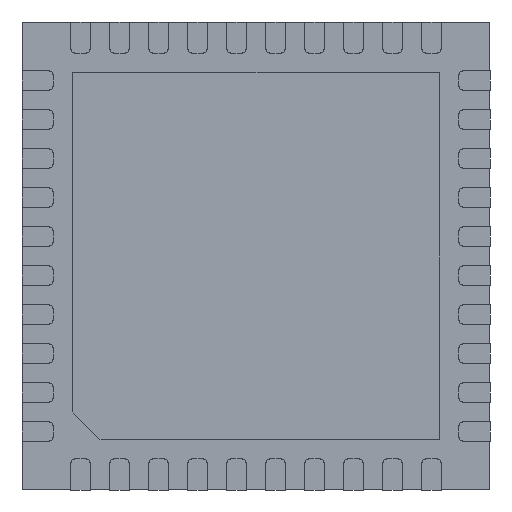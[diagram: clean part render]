
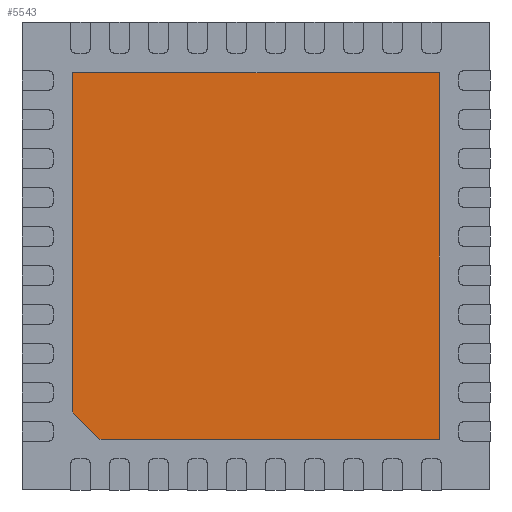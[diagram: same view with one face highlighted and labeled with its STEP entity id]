
A CAD part, front view. The second image highlights one B-rep face of the part: STEP entity #5543.
In plain terms, the highlighted planar face has unit normal (0, -1, 0).
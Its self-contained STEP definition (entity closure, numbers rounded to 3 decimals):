
#257 = CARTESIAN_POINT ( 'NONE',  ( -2.35, 0., 0. ) ) ;
#456 = FACE_OUTER_BOUND ( 'NONE', #8848, .T. ) ;
#811 = DIRECTION ( 'NONE',  ( 0., 0., 1. ) ) ;
#962 = DIRECTION ( 'NONE',  ( 0., 1., 0. ) ) ;
#1410 = CARTESIAN_POINT ( 'NONE',  ( -2.175, 0., -2.175 ) ) ;
#1453 = CARTESIAN_POINT ( 'NONE',  ( 2.35, 0., -2.35 ) ) ;
#1759 = CARTESIAN_POINT ( 'NONE',  ( 0., 0., 0. ) ) ;
#1900 = VECTOR ( 'NONE', #6490, 1000. ) ;
#2448 = ORIENTED_EDGE ( 'NONE', *, *, #7226, .F. ) ;
#2550 = LINE ( 'NONE', #5489, #9382 ) ;
#2707 = VECTOR ( 'NONE', #11017, 1000. ) ;
#2714 = DIRECTION ( 'NONE',  ( 0., 0., -1. ) ) ;
#2741 = LINE ( 'NONE', #257, #7779 ) ;
#2818 = VERTEX_POINT ( 'NONE', #11134 ) ;
#2906 = DIRECTION ( 'NONE',  ( 0., 0., 1. ) ) ;
#3517 = CARTESIAN_POINT ( 'NONE',  ( -2.35, 0., 2.35 ) ) ;
#3977 = ORIENTED_EDGE ( 'NONE', *, *, #11172, .T. ) ;
#4187 = VECTOR ( 'NONE', #8502, 1000. ) ;
#4193 = LINE ( 'NONE', #5612, #1900 ) ;
#5059 = VERTEX_POINT ( 'NONE', #9927 ) ;
#5234 = ORIENTED_EDGE ( 'NONE', *, *, #9141, .T. ) ;
#5489 = CARTESIAN_POINT ( 'NONE',  ( 2.35, 0., 0. ) ) ;
#5543 = ADVANCED_FACE ( 'NONE', ( #456 ), #6094, .F. ) ;
#5612 = CARTESIAN_POINT ( 'NONE',  ( 0., 0., 2.35 ) ) ;
#5932 = VERTEX_POINT ( 'NONE', #9302 ) ;
#6094 = PLANE ( 'NONE',  #6762 ) ;
#6239 = LINE ( 'NONE', #1410, #2707 ) ;
#6490 = DIRECTION ( 'NONE',  ( -1., 0., 0. ) ) ;
#6762 = AXIS2_PLACEMENT_3D ( 'NONE', #1759, #962, #811 ) ;
#7178 = EDGE_CURVE ( 'NONE', #2818, #7809, #4193, .T. ) ;
#7195 = VERTEX_POINT ( 'NONE', #1453 ) ;
#7226 = EDGE_CURVE ( 'NONE', #5059, #5932, #6239, .T. ) ;
#7310 = EDGE_CURVE ( 'NONE', #7195, #5059, #8310, .T. ) ;
#7779 = VECTOR ( 'NONE', #2714, 1000. ) ;
#7809 = VERTEX_POINT ( 'NONE', #3517 ) ;
#8310 = LINE ( 'NONE', #10323, #4187 ) ;
#8333 = ORIENTED_EDGE ( 'NONE', *, *, #7178, .T. ) ;
#8502 = DIRECTION ( 'NONE',  ( -1., 0., 0. ) ) ;
#8848 = EDGE_LOOP ( 'NONE', ( #5234, #2448, #10102, #3977, #8333 ) ) ;
#9141 = EDGE_CURVE ( 'NONE', #7809, #5932, #2741, .T. ) ;
#9302 = CARTESIAN_POINT ( 'NONE',  ( -2.35, 0., -2. ) ) ;
#9382 = VECTOR ( 'NONE', #2906, 1000. ) ;
#9927 = CARTESIAN_POINT ( 'NONE',  ( -2., 0., -2.35 ) ) ;
#10102 = ORIENTED_EDGE ( 'NONE', *, *, #7310, .F. ) ;
#10323 = CARTESIAN_POINT ( 'NONE',  ( 0., 0., -2.35 ) ) ;
#11017 = DIRECTION ( 'NONE',  ( -0.707, 0., 0.707 ) ) ;
#11134 = CARTESIAN_POINT ( 'NONE',  ( 2.35, 0., 2.35 ) ) ;
#11172 = EDGE_CURVE ( 'NONE', #7195, #2818, #2550, .T. ) ;
